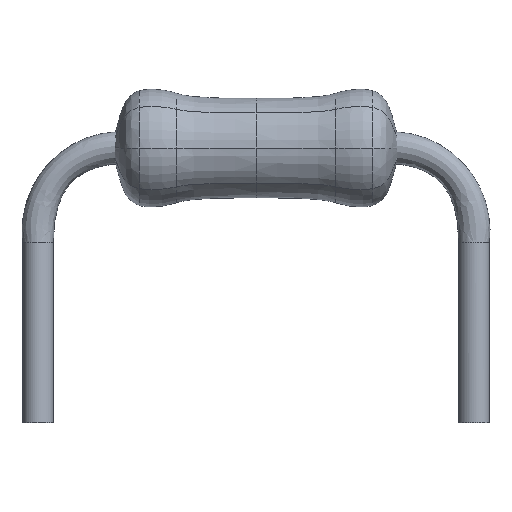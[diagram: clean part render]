
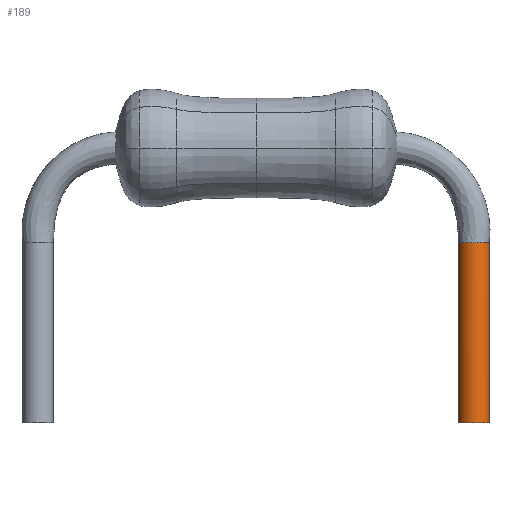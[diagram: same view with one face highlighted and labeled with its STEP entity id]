
A CAD part, front view. The second image highlights one B-rep face of the part: STEP entity #189.
In plain terms, the highlighted free-form (B-spline) face has degree [5, 1] with [6, 2] control points.
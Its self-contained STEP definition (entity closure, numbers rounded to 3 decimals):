
#22 = VERTEX_POINT('',#23);
#23 = CARTESIAN_POINT('',(4.692,0.,
    -0.7));
#24 = VERTEX_POINT('',#25);
#25 = CARTESIAN_POINT('',(4.075,0.,
    -0.7));
#113 = EDGE_CURVE('',#24,#22,#114,.T.);
#114 = B_SPLINE_CURVE_WITH_KNOTS('',5,(#115,#116,#117,#118,#119,#120),
  .UNSPECIFIED.,.F.,.F.,(6,6),(0.,0.5),
  .PIECEWISE_BEZIER_KNOTS.);
#115 = CARTESIAN_POINT('',(4.075,0.,
    -0.7));
#116 = CARTESIAN_POINT('',(4.075,-0.203,-0.7)
  );
#117 = CARTESIAN_POINT('',(4.322,-0.41,-0.7
    ));
#118 = CARTESIAN_POINT('',(4.569,-0.359,
    -0.7));
#119 = CARTESIAN_POINT('',(4.692,-0.179,-0.7)
  );
#120 = CARTESIAN_POINT('',(4.692,0.,
    -0.7));
#151 = EDGE_CURVE('',#22,#152,#154,.T.);
#152 = VERTEX_POINT('',#153);
#153 = CARTESIAN_POINT('',(4.692,0.,
    -4.323));
#154 = LINE('',#155,#156);
#155 = CARTESIAN_POINT('',(4.692,0.,
    -0.7));
#156 = VECTOR('',#157,1.);
#157 = DIRECTION('',(0.,0.,-1.));
#160 = EDGE_CURVE('',#161,#24,#163,.T.);
#161 = VERTEX_POINT('',#162);
#162 = CARTESIAN_POINT('',(4.075,0.,
    -4.323));
#163 = LINE('',#164,#165);
#164 = CARTESIAN_POINT('',(4.075,0.,
    -4.323));
#165 = VECTOR('',#166,1.);
#166 = DIRECTION('',(0.,0.,1.));
#189 = ADVANCED_FACE('',(#190),#208,.F.);
#190 = FACE_BOUND('',#191,.F.);
#191 = EDGE_LOOP('',(#192,#193,#206,#207));
#192 = ORIENTED_EDGE('',*,*,#151,.T.);
#193 = ORIENTED_EDGE('',*,*,#194,.F.);
#194 = EDGE_CURVE('',#161,#152,#195,.T.);
#195 = B_SPLINE_CURVE_WITH_KNOTS('',3,(#196,#197,#198,#199,#200,#201,
    #202,#203,#204,#205),.UNSPECIFIED.,.F.,.F.,(4,3,3,4),(0.,
    0.029,0.059,0.095),
  .UNSPECIFIED.);
#196 = CARTESIAN_POINT('',(4.075,0.,
    -4.323));
#197 = CARTESIAN_POINT('',(4.075,-0.102,
    -4.323));
#198 = CARTESIAN_POINT('',(4.148,-0.2,
    -4.323));
#199 = CARTESIAN_POINT('',(4.236,-0.253,-4.323)
  );
#200 = CARTESIAN_POINT('',(4.331,-0.309,
    -4.323));
#201 = CARTESIAN_POINT('',(4.444,-0.314,
    -4.323));
#202 = CARTESIAN_POINT('',(4.53,-0.272,-4.323
    ));
#203 = CARTESIAN_POINT('',(4.63,-0.223,
    -4.323));
#204 = CARTESIAN_POINT('',(4.692,-0.112,
    -4.323));
#205 = CARTESIAN_POINT('',(4.692,0.,
    -4.323));
#206 = ORIENTED_EDGE('',*,*,#160,.T.);
#207 = ORIENTED_EDGE('',*,*,#113,.T.);
#208 = B_SPLINE_SURFACE_WITH_KNOTS('',5,1,(
    (#209,#210)
    ,(#211,#212)
    ,(#213,#214)
    ,(#215,#216)
    ,(#217,#218)
    ,(#219,#220
    )),.UNSPECIFIED.,.T.,.F.,.F.,(1,5,5,1),(2,2),(-1.,0.,1.,2.),(
    0.,0.435),.UNSPECIFIED.);
#209 = CARTESIAN_POINT('',(4.075,0.,
    -0.7));
#210 = CARTESIAN_POINT('',(4.075,0.,
    -5.048));
#211 = CARTESIAN_POINT('',(4.075,-0.406,-0.7)
  );
#212 = CARTESIAN_POINT('',(4.075,-0.406,
    -5.048));
#213 = CARTESIAN_POINT('',(5.062,-0.827,
    -0.7));
#214 = CARTESIAN_POINT('',(5.062,-0.827,
    -5.048));
#215 = CARTESIAN_POINT('',(5.062,0.827,-0.7)
  );
#216 = CARTESIAN_POINT('',(5.062,0.827,-5.048
    ));
#217 = CARTESIAN_POINT('',(4.075,0.406,-0.7)
  );
#218 = CARTESIAN_POINT('',(4.075,0.406,-5.048
    ));
#219 = CARTESIAN_POINT('',(4.075,0.,
    -0.7));
#220 = CARTESIAN_POINT('',(4.075,0.,
    -5.048));
